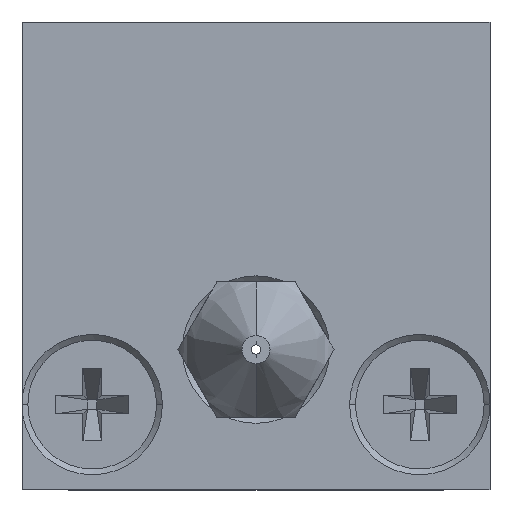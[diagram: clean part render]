
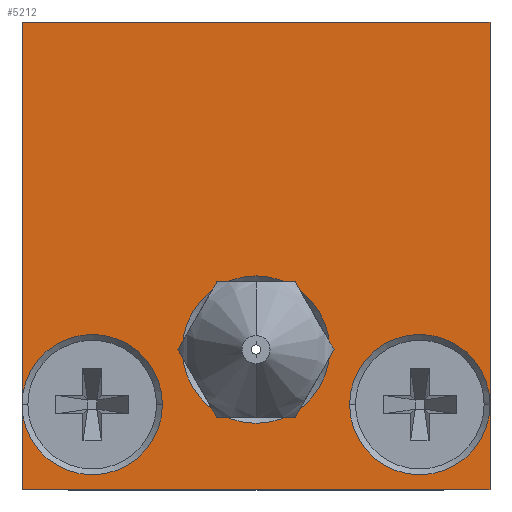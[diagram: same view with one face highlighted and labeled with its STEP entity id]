
A CAD part, front view. The second image highlights one B-rep face of the part: STEP entity #5212.
In plain terms, the highlighted planar face has unit normal (0, -1, 0).
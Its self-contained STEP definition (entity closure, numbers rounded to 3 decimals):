
#215 = VERTEX_POINT ( 'NONE', #1247 ) ;
#833 = ORIENTED_EDGE ( 'NONE', *, *, #9358, .T. ) ;
#973 = FACE_BOUND ( 'NONE', #16106, .T. ) ;
#1072 = CIRCLE ( 'NONE', #19439, 3.15 ) ;
#1247 = CARTESIAN_POINT ( 'NONE',  ( 32.021, 10.384, 57.087 ) ) ;
#1414 = VECTOR ( 'NONE', #15209, 1000. ) ;
#1510 = ORIENTED_EDGE ( 'NONE', *, *, #10989, .F. ) ;
#1778 = DIRECTION ( 'NONE',  ( 0., 0., -1. ) ) ;
#2107 = VERTEX_POINT ( 'NONE', #4724 ) ;
#2907 = VERTEX_POINT ( 'NONE', #9823 ) ;
#3262 = CARTESIAN_POINT ( 'NONE',  ( 12.021, 10.384, 40.737 ) ) ;
#3441 = EDGE_LOOP ( 'NONE', ( #17029, #17067, #22168, #25512, #24986, #15195, #8783, #9929, #833, #23682 ) ) ;
#3731 = AXIS2_PLACEMENT_3D ( 'NONE', #22866, #12771, #14885 ) ;
#4622 = LINE ( 'NONE', #10773, #17301 ) ;
#4640 = DIRECTION ( 'NONE',  ( 0., 0., 1. ) ) ;
#4713 = DIRECTION ( 'NONE',  ( 0., 0., -1. ) ) ;
#4724 = CARTESIAN_POINT ( 'NONE',  ( 25.171, 10.384, 43.087 ) ) ;
#4884 = LINE ( 'NONE', #13211, #1414 ) ;
#4969 = DIRECTION ( 'NONE',  ( -1., 0., 0. ) ) ;
#5212 = ADVANCED_FACE ( 'NONE', ( #17569, #973 ), #25665, .F. ) ;
#5351 = VECTOR ( 'NONE', #4640, 1000. ) ;
#5401 = EDGE_CURVE ( 'NONE', #2907, #13975, #23881, .T. ) ;
#5657 = CARTESIAN_POINT ( 'NONE',  ( 12.021, 10.384, 57.087 ) ) ;
#5730 = EDGE_CURVE ( 'NONE', #8303, #20906, #12585, .T. ) ;
#5781 = CIRCLE ( 'NONE', #16025, 3.15 ) ;
#5795 = DIRECTION ( 'NONE',  ( 0., 1., 0. ) ) ;
#6003 = CARTESIAN_POINT ( 'NONE',  ( 12.021, 10.384, 57.087 ) ) ;
#6356 = CARTESIAN_POINT ( 'NONE',  ( 29.021, 10.384, 40.737 ) ) ;
#6461 = AXIS2_PLACEMENT_3D ( 'NONE', #14209, #5795, #22082 ) ;
#7044 = AXIS2_PLACEMENT_3D ( 'NONE', #20382, #14228, #24615 ) ;
#7100 = VERTEX_POINT ( 'NONE', #3262 ) ;
#7433 = EDGE_CURVE ( 'NONE', #15945, #7100, #8218, .T. ) ;
#7567 = LINE ( 'NONE', #5657, #23719 ) ;
#8218 = CIRCLE ( 'NONE', #20129, 3. ) ;
#8303 = VERTEX_POINT ( 'NONE', #13787 ) ;
#8591 = CARTESIAN_POINT ( 'NONE',  ( 22.021, 10.384, 43.087 ) ) ;
#8783 = ORIENTED_EDGE ( 'NONE', *, *, #26162, .F. ) ;
#8863 = DIRECTION ( 'NONE',  ( 0., -1., 0. ) ) ;
#8960 = CARTESIAN_POINT ( 'NONE',  ( 18.871, 10.384, 43.087 ) ) ;
#9174 = CARTESIAN_POINT ( 'NONE',  ( 32.021, 10.384, 57.087 ) ) ;
#9358 = EDGE_CURVE ( 'NONE', #2907, #215, #4622, .T. ) ;
#9569 = CARTESIAN_POINT ( 'NONE',  ( 32.021, 10.384, 37.087 ) ) ;
#9770 = CARTESIAN_POINT ( 'NONE',  ( 18.021, 10.384, 40.737 ) ) ;
#9823 = CARTESIAN_POINT ( 'NONE',  ( 32.021, 10.384, 40.737 ) ) ;
#9929 = ORIENTED_EDGE ( 'NONE', *, *, #5401, .F. ) ;
#10539 = DIRECTION ( 'NONE',  ( 0., 0., 1. ) ) ;
#10716 = EDGE_CURVE ( 'NONE', #7100, #15945, #18570, .T. ) ;
#10773 = CARTESIAN_POINT ( 'NONE',  ( 32.021, 10.384, 57.087 ) ) ;
#10868 = DIRECTION ( 'NONE',  ( 0., -1., 0. ) ) ;
#10989 = EDGE_CURVE ( 'NONE', #2107, #15852, #1072, .T. ) ;
#11819 = DIRECTION ( 'NONE',  ( -1., 0., 0. ) ) ;
#12585 = LINE ( 'NONE', #22958, #25649 ) ;
#12771 = DIRECTION ( 'NONE',  ( 0., -1., 0. ) ) ;
#12939 = EDGE_CURVE ( 'NONE', #15852, #2107, #5781, .T. ) ;
#13211 = CARTESIAN_POINT ( 'NONE',  ( 12.021, 10.384, 57.087 ) ) ;
#13787 = CARTESIAN_POINT ( 'NONE',  ( 12.021, 10.384, 37.087 ) ) ;
#13975 = VERTEX_POINT ( 'NONE', #21127 ) ;
#14209 = CARTESIAN_POINT ( 'NONE',  ( 22.021, 10.384, 47.087 ) ) ;
#14228 = DIRECTION ( 'NONE',  ( 0., -1., 0. ) ) ;
#14568 = EDGE_CURVE ( 'NONE', #7100, #8303, #18671, .T. ) ;
#14885 = DIRECTION ( 'NONE',  ( -1., 0., 0. ) ) ;
#15079 = EDGE_CURVE ( 'NONE', #20906, #2907, #22923, .T. ) ;
#15195 = ORIENTED_EDGE ( 'NONE', *, *, #15079, .T. ) ;
#15209 = DIRECTION ( 'NONE',  ( -1., 0., 0. ) ) ;
#15852 = VERTEX_POINT ( 'NONE', #8960 ) ;
#15945 = VERTEX_POINT ( 'NONE', #9770 ) ;
#15946 = CARTESIAN_POINT ( 'NONE',  ( 22.021, 10.384, 43.087 ) ) ;
#16025 = AXIS2_PLACEMENT_3D ( 'NONE', #8591, #24282, #18471 ) ;
#16106 = EDGE_LOOP ( 'NONE', ( #17754, #1510 ) ) ;
#16714 = AXIS2_PLACEMENT_3D ( 'NONE', #6356, #10868, #18639 ) ;
#17029 = ORIENTED_EDGE ( 'NONE', *, *, #25610, .T. ) ;
#17031 = CARTESIAN_POINT ( 'NONE',  ( 15.021, 10.384, 40.737 ) ) ;
#17067 = ORIENTED_EDGE ( 'NONE', *, *, #7433, .F. ) ;
#17301 = VECTOR ( 'NONE', #10539, 1000. ) ;
#17569 = FACE_OUTER_BOUND ( 'NONE', #3441, .T. ) ;
#17754 = ORIENTED_EDGE ( 'NONE', *, *, #12939, .F. ) ;
#18471 = DIRECTION ( 'NONE',  ( -1., 0., 0. ) ) ;
#18570 = CIRCLE ( 'NONE', #7044, 3. ) ;
#18639 = DIRECTION ( 'NONE',  ( -1., 0., 0. ) ) ;
#18671 = LINE ( 'NONE', #18905, #22379 ) ;
#18905 = CARTESIAN_POINT ( 'NONE',  ( 12.021, 10.384, 57.087 ) ) ;
#19439 = AXIS2_PLACEMENT_3D ( 'NONE', #15946, #21938, #11819 ) ;
#20129 = AXIS2_PLACEMENT_3D ( 'NONE', #17031, #8863, #4969 ) ;
#20382 = CARTESIAN_POINT ( 'NONE',  ( 15.021, 10.384, 40.737 ) ) ;
#20390 = VERTEX_POINT ( 'NONE', #6003 ) ;
#20725 = DIRECTION ( 'NONE',  ( 1., 0., 0. ) ) ;
#20906 = VERTEX_POINT ( 'NONE', #9569 ) ;
#21100 = EDGE_CURVE ( 'NONE', #215, #20390, #4884, .T. ) ;
#21127 = CARTESIAN_POINT ( 'NONE',  ( 26.021, 10.384, 40.737 ) ) ;
#21938 = DIRECTION ( 'NONE',  ( 0., -1., 0. ) ) ;
#22082 = DIRECTION ( 'NONE',  ( 1., 0., 0. ) ) ;
#22168 = ORIENTED_EDGE ( 'NONE', *, *, #10716, .F. ) ;
#22379 = VECTOR ( 'NONE', #4713, 1000. ) ;
#22866 = CARTESIAN_POINT ( 'NONE',  ( 29.021, 10.384, 40.737 ) ) ;
#22923 = LINE ( 'NONE', #9174, #5351 ) ;
#22958 = CARTESIAN_POINT ( 'NONE',  ( 12.021, 10.384, 37.087 ) ) ;
#23682 = ORIENTED_EDGE ( 'NONE', *, *, #21100, .T. ) ;
#23719 = VECTOR ( 'NONE', #1778, 1000. ) ;
#23881 = CIRCLE ( 'NONE', #16714, 3. ) ;
#24282 = DIRECTION ( 'NONE',  ( 0., -1., 0. ) ) ;
#24615 = DIRECTION ( 'NONE',  ( -1., 0., 0. ) ) ;
#24986 = ORIENTED_EDGE ( 'NONE', *, *, #5730, .T. ) ;
#25055 = CIRCLE ( 'NONE', #3731, 3. ) ;
#25512 = ORIENTED_EDGE ( 'NONE', *, *, #14568, .T. ) ;
#25610 = EDGE_CURVE ( 'NONE', #20390, #7100, #7567, .T. ) ;
#25649 = VECTOR ( 'NONE', #20725, 1000. ) ;
#25665 = PLANE ( 'NONE',  #6461 ) ;
#26162 = EDGE_CURVE ( 'NONE', #13975, #2907, #25055, .T. ) ;
